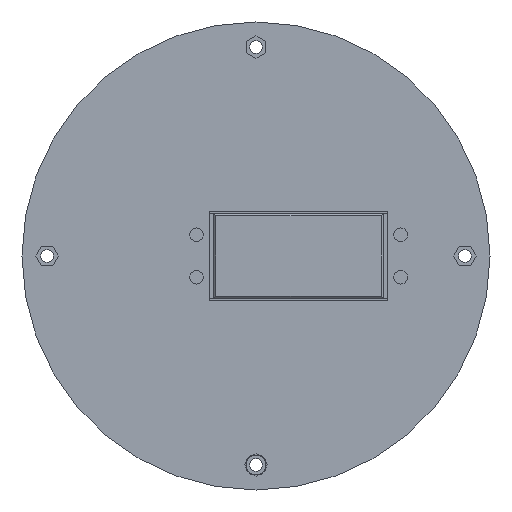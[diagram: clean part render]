
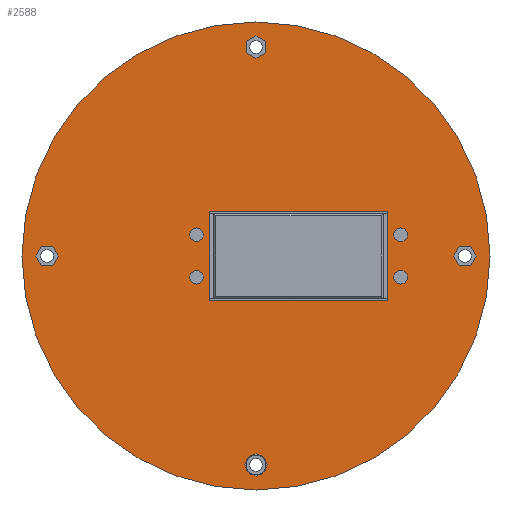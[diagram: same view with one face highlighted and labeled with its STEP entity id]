
A CAD part, front view. The second image highlights one B-rep face of the part: STEP entity #2588.
In plain terms, the highlighted planar face has unit normal (0, -1, 0).
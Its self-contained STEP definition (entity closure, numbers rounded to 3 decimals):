
#2131=CARTESIAN_POINT('',(0.,0.,0.));
#2132=DIRECTION('',(0.,1.,0.));
#2133=DIRECTION('',(1.,0.,0.));
#2134=AXIS2_PLACEMENT_3D('',#2131,#2132,#2133);
#2136=CARTESIAN_POINT('',(0.,0.,0.));
#2137=DIRECTION('',(0.,1.,0.));
#2138=DIRECTION('',(-1.,0.,0.));
#2139=AXIS2_PLACEMENT_3D('',#2136,#2137,#2138);
#2141=CARTESIAN_POINT('',(-14.,0.,-5.));
#2142=DIRECTION('',(0.,-1.,0.));
#2143=DIRECTION('',(1.,0.,0.));
#2144=AXIS2_PLACEMENT_3D('',#2141,#2142,#2143);
#2146=CARTESIAN_POINT('',(-14.,0.,-5.));
#2147=DIRECTION('',(0.,-1.,0.));
#2148=DIRECTION('',(-1.,0.,0.));
#2149=AXIS2_PLACEMENT_3D('',#2146,#2147,#2148);
#2151=CARTESIAN_POINT('',(-14.,0.,5.));
#2152=DIRECTION('',(0.,-1.,0.));
#2153=DIRECTION('',(1.,0.,0.));
#2154=AXIS2_PLACEMENT_3D('',#2151,#2152,#2153);
#2156=CARTESIAN_POINT('',(-14.,0.,5.));
#2157=DIRECTION('',(0.,-1.,0.));
#2158=DIRECTION('',(-1.,0.,0.));
#2159=AXIS2_PLACEMENT_3D('',#2156,#2157,#2158);
#2161=CARTESIAN_POINT('',(34.,0.,-5.));
#2162=DIRECTION('',(0.,-1.,0.));
#2163=DIRECTION('',(1.,0.,0.));
#2164=AXIS2_PLACEMENT_3D('',#2161,#2162,#2163);
#2166=CARTESIAN_POINT('',(34.,0.,-5.));
#2167=DIRECTION('',(0.,-1.,0.));
#2168=DIRECTION('',(-1.,0.,0.));
#2169=AXIS2_PLACEMENT_3D('',#2166,#2167,#2168);
#2171=CARTESIAN_POINT('',(34.,0.,5.));
#2172=DIRECTION('',(0.,-1.,0.));
#2173=DIRECTION('',(1.,0.,0.));
#2174=AXIS2_PLACEMENT_3D('',#2171,#2172,#2173);
#2176=CARTESIAN_POINT('',(34.,0.,5.));
#2177=DIRECTION('',(0.,-1.,0.));
#2178=DIRECTION('',(-1.,0.,0.));
#2179=AXIS2_PLACEMENT_3D('',#2176,#2177,#2178);
#2181=CARTESIAN_POINT('',(-49.1,0.,0.));
#2182=DIRECTION('',(0.,-1.,0.));
#2183=DIRECTION('',(1.,0.,0.));
#2184=AXIS2_PLACEMENT_3D('',#2181,#2182,#2183);
#2186=CARTESIAN_POINT('',(-49.1,0.,0.));
#2187=DIRECTION('',(0.,-1.,0.));
#2188=DIRECTION('',(-1.,0.,0.));
#2189=AXIS2_PLACEMENT_3D('',#2186,#2187,#2188);
#2191=CARTESIAN_POINT('',(0.,0.,-49.1));
#2192=DIRECTION('',(0.,-1.,0.));
#2193=DIRECTION('',(1.,0.,0.));
#2194=AXIS2_PLACEMENT_3D('',#2191,#2192,#2193);
#2196=CARTESIAN_POINT('',(0.,0.,-49.1));
#2197=DIRECTION('',(0.,-1.,0.));
#2198=DIRECTION('',(-1.,0.,0.));
#2199=AXIS2_PLACEMENT_3D('',#2196,#2197,#2198);
#2201=CARTESIAN_POINT('',(0.,0.,49.1));
#2202=DIRECTION('',(0.,-1.,0.));
#2203=DIRECTION('',(1.,0.,0.));
#2204=AXIS2_PLACEMENT_3D('',#2201,#2202,#2203);
#2206=CARTESIAN_POINT('',(0.,0.,49.1));
#2207=DIRECTION('',(0.,-1.,0.));
#2208=DIRECTION('',(-1.,0.,0.));
#2209=AXIS2_PLACEMENT_3D('',#2206,#2207,#2208);
#2211=CARTESIAN_POINT('',(49.1,0.,0.));
#2212=DIRECTION('',(0.,-1.,0.));
#2213=DIRECTION('',(1.,0.,0.));
#2214=AXIS2_PLACEMENT_3D('',#2211,#2212,#2213);
#2216=CARTESIAN_POINT('',(49.1,0.,0.));
#2217=DIRECTION('',(0.,-1.,0.));
#2218=DIRECTION('',(-1.,0.,0.));
#2219=AXIS2_PLACEMENT_3D('',#2216,#2217,#2218);
#2221=DIRECTION('',(1.,0.,0.));
#2222=VECTOR('',#2221,42.);
#2223=CARTESIAN_POINT('',(-11.,0.,-10.5));
#2224=LINE('',#2223,#2222);
#2225=DIRECTION('',(0.,0.,1.));
#2226=VECTOR('',#2225,21.);
#2227=CARTESIAN_POINT('',(31.,0.,-10.5));
#2228=LINE('',#2227,#2226);
#2229=DIRECTION('',(-1.,0.,0.));
#2230=VECTOR('',#2229,42.);
#2231=CARTESIAN_POINT('',(31.,0.,10.5));
#2232=LINE('',#2231,#2230);
#2233=DIRECTION('',(0.,0.,-1.));
#2234=VECTOR('',#2233,21.);
#2235=CARTESIAN_POINT('',(-11.,0.,10.5));
#2236=LINE('',#2235,#2234);
#2431=CARTESIAN_POINT('',(55.,0.,0.));
#2432=CARTESIAN_POINT('',(-55.,0.,0.));
#2433=VERTEX_POINT('',#2431);
#2434=VERTEX_POINT('',#2432);
#2435=CARTESIAN_POINT('',(-12.4,0.,-5.));
#2436=CARTESIAN_POINT('',(-15.6,0.,-5.));
#2437=VERTEX_POINT('',#2435);
#2438=VERTEX_POINT('',#2436);
#2439=CARTESIAN_POINT('',(-12.4,0.,5.));
#2440=CARTESIAN_POINT('',(-15.6,0.,5.));
#2441=VERTEX_POINT('',#2439);
#2442=VERTEX_POINT('',#2440);
#2443=CARTESIAN_POINT('',(35.6,0.,-5.));
#2444=CARTESIAN_POINT('',(32.4,0.,-5.));
#2445=VERTEX_POINT('',#2443);
#2446=VERTEX_POINT('',#2444);
#2447=CARTESIAN_POINT('',(35.6,0.,5.));
#2448=CARTESIAN_POINT('',(32.4,0.,5.));
#2449=VERTEX_POINT('',#2447);
#2450=VERTEX_POINT('',#2448);
#2451=CARTESIAN_POINT('',(-11.,0.,-10.5));
#2452=CARTESIAN_POINT('',(31.,0.,-10.5));
#2453=VERTEX_POINT('',#2451);
#2454=VERTEX_POINT('',#2452);
#2455=CARTESIAN_POINT('',(31.,0.,10.5));
#2456=VERTEX_POINT('',#2455);
#2457=CARTESIAN_POINT('',(-11.,0.,10.5));
#2458=VERTEX_POINT('',#2457);
#2487=CARTESIAN_POINT('',(-47.5,0.,0.));
#2488=CARTESIAN_POINT('',(-50.7,0.,0.));
#2489=VERTEX_POINT('',#2487);
#2490=VERTEX_POINT('',#2488);
#2491=CARTESIAN_POINT('',(1.6,0.,-49.1));
#2492=CARTESIAN_POINT('',(-1.6,0.,-49.1));
#2493=VERTEX_POINT('',#2491);
#2494=VERTEX_POINT('',#2492);
#2495=CARTESIAN_POINT('',(1.6,0.,49.1));
#2496=CARTESIAN_POINT('',(-1.6,0.,49.1));
#2497=VERTEX_POINT('',#2495);
#2498=VERTEX_POINT('',#2496);
#2499=CARTESIAN_POINT('',(50.7,0.,0.));
#2500=CARTESIAN_POINT('',(47.5,0.,0.));
#2501=VERTEX_POINT('',#2499);
#2502=VERTEX_POINT('',#2500);
#2519=CARTESIAN_POINT('',(0.,0.,0.));
#2520=DIRECTION('',(0.,1.,0.));
#2521=DIRECTION('',(1.,0.,0.));
#2522=AXIS2_PLACEMENT_3D('',#2519,#2520,#2521);
#2523=PLANE('',#2522);
#2525=ORIENTED_EDGE('',*,*,#2524,.T.);
#2527=ORIENTED_EDGE('',*,*,#2526,.T.);
#2528=EDGE_LOOP('',(#2525,#2527));
#2529=FACE_OUTER_BOUND('',#2528,.F.);
#2531=ORIENTED_EDGE('',*,*,#2530,.T.);
#2533=ORIENTED_EDGE('',*,*,#2532,.T.);
#2534=EDGE_LOOP('',(#2531,#2533));
#2535=FACE_BOUND('',#2534,.F.);
#2537=ORIENTED_EDGE('',*,*,#2536,.T.);
#2539=ORIENTED_EDGE('',*,*,#2538,.T.);
#2540=EDGE_LOOP('',(#2537,#2539));
#2541=FACE_BOUND('',#2540,.F.);
#2543=ORIENTED_EDGE('',*,*,#2542,.T.);
#2545=ORIENTED_EDGE('',*,*,#2544,.T.);
#2546=EDGE_LOOP('',(#2543,#2545));
#2547=FACE_BOUND('',#2546,.F.);
#2549=ORIENTED_EDGE('',*,*,#2548,.T.);
#2551=ORIENTED_EDGE('',*,*,#2550,.T.);
#2552=EDGE_LOOP('',(#2549,#2551));
#2553=FACE_BOUND('',#2552,.F.);
#2555=ORIENTED_EDGE('',*,*,#2554,.T.);
#2557=ORIENTED_EDGE('',*,*,#2556,.T.);
#2558=EDGE_LOOP('',(#2555,#2557));
#2559=FACE_BOUND('',#2558,.F.);
#2561=ORIENTED_EDGE('',*,*,#2560,.T.);
#2563=ORIENTED_EDGE('',*,*,#2562,.T.);
#2564=EDGE_LOOP('',(#2561,#2563));
#2565=FACE_BOUND('',#2564,.F.);
#2567=ORIENTED_EDGE('',*,*,#2566,.T.);
#2569=ORIENTED_EDGE('',*,*,#2568,.T.);
#2570=EDGE_LOOP('',(#2567,#2569));
#2571=FACE_BOUND('',#2570,.F.);
#2573=ORIENTED_EDGE('',*,*,#2572,.T.);
#2575=ORIENTED_EDGE('',*,*,#2574,.T.);
#2576=EDGE_LOOP('',(#2573,#2575));
#2577=FACE_BOUND('',#2576,.F.);
#2579=ORIENTED_EDGE('',*,*,#2578,.T.);
#2581=ORIENTED_EDGE('',*,*,#2580,.T.);
#2583=ORIENTED_EDGE('',*,*,#2582,.T.);
#2585=ORIENTED_EDGE('',*,*,#2584,.T.);
#2586=EDGE_LOOP('',(#2579,#2581,#2583,#2585));
#2587=FACE_BOUND('',#2586,.F.);
#2588=ADVANCED_FACE('',(#2529,#2535,#2541,#2547,#2553,#2559,#2565,#2571,#2577,
#2587),#2523,.F.);
#2135=CIRCLE('',#2134,55.);
#2140=CIRCLE('',#2139,55.);
#2145=CIRCLE('',#2144,1.6);
#2150=CIRCLE('',#2149,1.6);
#2155=CIRCLE('',#2154,1.6);
#2160=CIRCLE('',#2159,1.6);
#2165=CIRCLE('',#2164,1.6);
#2170=CIRCLE('',#2169,1.6);
#2175=CIRCLE('',#2174,1.6);
#2180=CIRCLE('',#2179,1.6);
#2185=CIRCLE('',#2184,1.6);
#2190=CIRCLE('',#2189,1.6);
#2195=CIRCLE('',#2194,1.6);
#2200=CIRCLE('',#2199,1.6);
#2205=CIRCLE('',#2204,1.6);
#2210=CIRCLE('',#2209,1.6);
#2215=CIRCLE('',#2214,1.6);
#2220=CIRCLE('',#2219,1.6);
#2524=EDGE_CURVE('',#2433,#2434,#2135,.T.);
#2526=EDGE_CURVE('',#2434,#2433,#2140,.T.);
#2530=EDGE_CURVE('',#2437,#2438,#2145,.T.);
#2532=EDGE_CURVE('',#2438,#2437,#2150,.T.);
#2536=EDGE_CURVE('',#2441,#2442,#2155,.T.);
#2538=EDGE_CURVE('',#2442,#2441,#2160,.T.);
#2542=EDGE_CURVE('',#2445,#2446,#2165,.T.);
#2544=EDGE_CURVE('',#2446,#2445,#2170,.T.);
#2548=EDGE_CURVE('',#2449,#2450,#2175,.T.);
#2550=EDGE_CURVE('',#2450,#2449,#2180,.T.);
#2554=EDGE_CURVE('',#2489,#2490,#2185,.T.);
#2556=EDGE_CURVE('',#2490,#2489,#2190,.T.);
#2560=EDGE_CURVE('',#2493,#2494,#2195,.T.);
#2562=EDGE_CURVE('',#2494,#2493,#2200,.T.);
#2566=EDGE_CURVE('',#2497,#2498,#2205,.T.);
#2568=EDGE_CURVE('',#2498,#2497,#2210,.T.);
#2572=EDGE_CURVE('',#2501,#2502,#2215,.T.);
#2574=EDGE_CURVE('',#2502,#2501,#2220,.T.);
#2578=EDGE_CURVE('',#2453,#2454,#2224,.T.);
#2580=EDGE_CURVE('',#2454,#2456,#2228,.T.);
#2582=EDGE_CURVE('',#2456,#2458,#2232,.T.);
#2584=EDGE_CURVE('',#2458,#2453,#2236,.T.);
